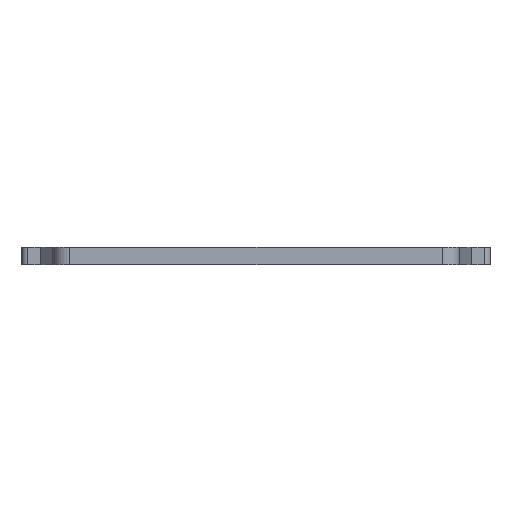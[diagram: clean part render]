
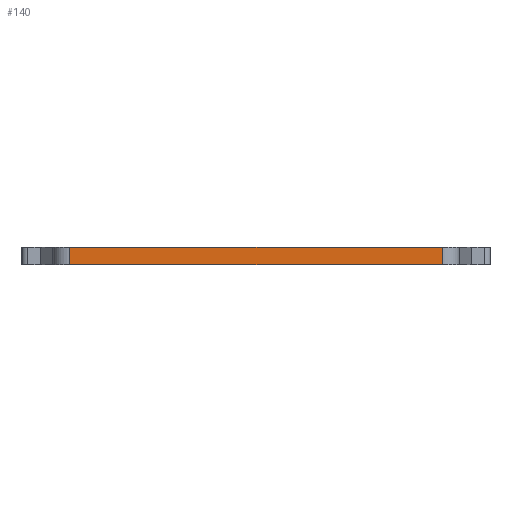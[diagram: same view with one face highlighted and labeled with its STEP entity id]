
A CAD part, left-side view. The second image highlights one B-rep face of the part: STEP entity #140.
In plain terms, the highlighted planar face has unit normal (-1, 0, 0).
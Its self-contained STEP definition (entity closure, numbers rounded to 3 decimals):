
#85=FACE_OUTER_BOUND('',#275,.T.);
#140=ADVANCED_FACE('',(#85),#187,.T.);
#187=PLANE('',#1231);
#275=EDGE_LOOP('',(#756,#757,#758,#759));
#303=LINE('',#1591,#417);
#334=LINE('',#1695,#448);
#394=LINE('',#1852,#508);
#395=LINE('',#1853,#509);
#417=VECTOR('',#1270,1.);
#448=VECTOR('',#1345,1.);
#508=VECTOR('',#1507,1.);
#509=VECTOR('',#1508,1.);
#756=ORIENTED_EDGE('',*,*,#960,.T.);
#757=ORIENTED_EDGE('',*,*,#1090,.T.);
#758=ORIENTED_EDGE('',*,*,#1012,.F.);
#759=ORIENTED_EDGE('',*,*,#1091,.T.);
#852=VERTEX_POINT('',#1590);
#853=VERTEX_POINT('',#1592);
#904=VERTEX_POINT('',#1696);
#905=VERTEX_POINT('',#1697);
#960=EDGE_CURVE('',#853,#852,#303,.T.);
#1012=EDGE_CURVE('',#904,#905,#334,.T.);
#1090=EDGE_CURVE('',#852,#905,#394,.T.);
#1091=EDGE_CURVE('',#904,#853,#395,.T.);
#1231=AXIS2_PLACEMENT_3D('',#1854,#1509,#1510);
#1270=DIRECTION('',(0.,1.,0.));
#1345=DIRECTION('',(0.,1.,0.));
#1507=DIRECTION('',(0.,0.,-1.));
#1508=DIRECTION('',(0.,0.,1.));
#1509=DIRECTION('',(-1.,0.,0.));
#1510=DIRECTION('',(0.,0.,1.));
#1590=CARTESIAN_POINT('',(-39.3,32.,1.5));
#1591=CARTESIAN_POINT('',(-39.3,-35.,1.5));
#1592=CARTESIAN_POINT('',(-39.3,-32.,1.5));
#1695=CARTESIAN_POINT('',(-39.3,-35.,-1.5));
#1696=CARTESIAN_POINT('',(-39.3,-32.,-1.5));
#1697=CARTESIAN_POINT('',(-39.3,32.,-1.5));
#1852=CARTESIAN_POINT('',(-39.3,32.,1.5));
#1853=CARTESIAN_POINT('',(-39.3,-32.,1.5));
#1854=CARTESIAN_POINT('',(-39.3,-35.,1.5));
